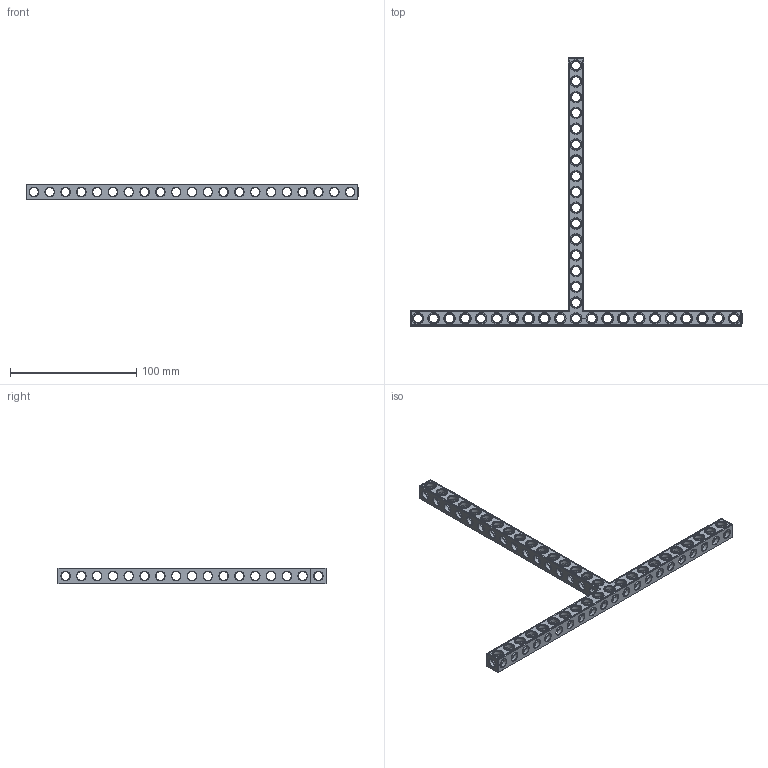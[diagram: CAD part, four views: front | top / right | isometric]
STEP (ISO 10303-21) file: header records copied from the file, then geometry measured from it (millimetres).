
FILE_DESCRIPTION(('FreeCAD Model'),'2;1');
FILE_NAME('Open CASCADE Shape Model','2022-01-29T23:08:44',( 'Paulo Kiefe'),('STEMFIE.org'),'Open CASCADE STEP processor 7.4', 'FreeCAD','Unknown');
FILE_SCHEMA(('AUTOMOTIVE_DESIGN { 1 0 10303 214 1 1 1 1 }'));
Products named in the file (1): Beam_TSH_SYM_ESS_BU21x17x01_-_SPN-BEM-1186_(stemfie.org)
Bounding box: 262.5 x 212.5 x 12.5 mm (x, y, z)
Volume: 36143.6 mm3; surface area: 32308.4 mm2
Topology: 1 solids, 1 shells, 951 faces, 2985 edges, 1961 vertices
Faces by surface type: plane 420, cylinder 225, extrusion 154, cone 152
Full cylindrical faces by diameter (mm): 6.98 x22, 7 x166, 9.2 x37
Entity records: 120716 total; most frequent: CARTESIAN_POINT 65476, DIRECTION 8909, ORIENTED_EDGE 5970, PCURVE 5970, DEFINITIONAL_REPRESENTATION 5970, VECTOR 5418, LINE 5264, EDGE_CURVE 2985
